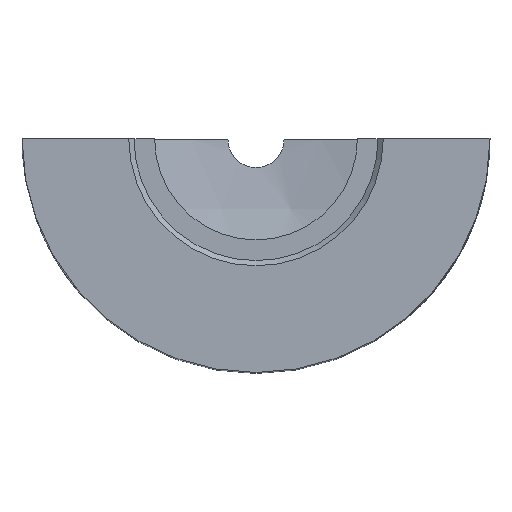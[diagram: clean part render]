
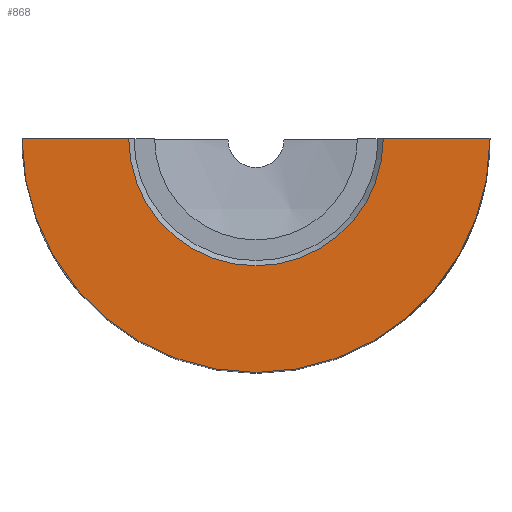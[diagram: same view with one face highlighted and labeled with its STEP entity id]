
A CAD part, top view. The second image highlights one B-rep face of the part: STEP entity #868.
In plain terms, the highlighted planar face has unit normal (0, 0, 1).
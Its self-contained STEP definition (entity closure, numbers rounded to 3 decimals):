
#148 = ORIENTED_EDGE ( 'NONE', *, *, #1672, .F. ) ;
#169 = CARTESIAN_POINT ( 'NONE',  ( -25., 0., 65. ) ) ;
#176 = CARTESIAN_POINT ( 'NONE',  ( 0., 0., 65. ) ) ;
#274 = ORIENTED_EDGE ( 'NONE', *, *, #925, .T. ) ;
#282 = CARTESIAN_POINT ( 'NONE',  ( -25., 0., 65. ) ) ;
#297 = CARTESIAN_POINT ( 'NONE',  ( 0., 0., 65. ) ) ;
#298 = CARTESIAN_POINT ( 'NONE',  ( 25., 0., 65. ) ) ;
#354 = EDGE_CURVE ( 'NONE', #1436, #513, #1254, .T. ) ;
#458 = DIRECTION ( 'NONE',  ( -1., 0., 0. ) ) ;
#483 = PLANE ( 'NONE',  #1908 ) ;
#513 = VERTEX_POINT ( 'NONE', #1508 ) ;
#610 = CARTESIAN_POINT ( 'NONE',  ( -25., 0., 65. ) ) ;
#638 = VECTOR ( 'NONE', #1107, 1000. ) ;
#659 = DIRECTION ( 'NONE',  ( 0., 0., 1. ) ) ;
#868 = ADVANCED_FACE ( 'NONE', ( #1780 ), #483, .T. ) ;
#925 = EDGE_CURVE ( 'NONE', #950, #1509, #1969, .T. ) ;
#950 = VERTEX_POINT ( 'NONE', #169 ) ;
#1075 = EDGE_LOOP ( 'NONE', ( #1464, #148, #274, #1759 ) ) ;
#1107 = DIRECTION ( 'NONE',  ( 1., 0., 0. ) ) ;
#1143 = DIRECTION ( 'NONE',  ( 1., 0., 0. ) ) ;
#1254 = CIRCLE ( 'NONE', #1524, 13.6 ) ;
#1428 = VECTOR ( 'NONE', #1796, 1000. ) ;
#1436 = VERTEX_POINT ( 'NONE', #1799 ) ;
#1464 = ORIENTED_EDGE ( 'NONE', *, *, #354, .T. ) ;
#1508 = CARTESIAN_POINT ( 'NONE',  ( -13.6, 0., 65. ) ) ;
#1509 = VERTEX_POINT ( 'NONE', #298 ) ;
#1524 = AXIS2_PLACEMENT_3D ( 'NONE', #2092, #1777, #458 ) ;
#1597 = AXIS2_PLACEMENT_3D ( 'NONE', #176, #659, #1643 ) ;
#1616 = DIRECTION ( 'NONE',  ( 0., 0., 1. ) ) ;
#1623 = LINE ( 'NONE', #610, #638 ) ;
#1643 = DIRECTION ( 'NONE',  ( 1., 0., 0. ) ) ;
#1654 = EDGE_CURVE ( 'NONE', #1436, #1509, #1623, .T. ) ;
#1672 = EDGE_CURVE ( 'NONE', #950, #513, #2101, .T. ) ;
#1759 = ORIENTED_EDGE ( 'NONE', *, *, #1654, .F. ) ;
#1777 = DIRECTION ( 'NONE',  ( 0., 0., -1. ) ) ;
#1780 = FACE_OUTER_BOUND ( 'NONE', #1075, .T. ) ;
#1796 = DIRECTION ( 'NONE',  ( 1., 0., 0. ) ) ;
#1799 = CARTESIAN_POINT ( 'NONE',  ( 13.6, 0., 65. ) ) ;
#1908 = AXIS2_PLACEMENT_3D ( 'NONE', #297, #1616, #1143 ) ;
#1969 = CIRCLE ( 'NONE', #1597, 25. ) ;
#2092 = CARTESIAN_POINT ( 'NONE',  ( 0., 0., 65. ) ) ;
#2101 = LINE ( 'NONE', #282, #1428 ) ;
